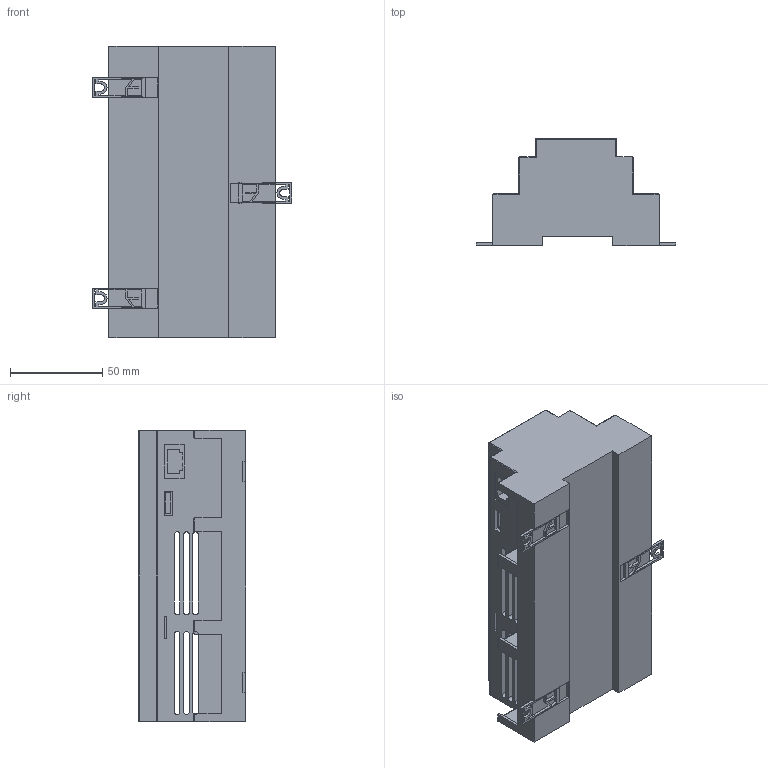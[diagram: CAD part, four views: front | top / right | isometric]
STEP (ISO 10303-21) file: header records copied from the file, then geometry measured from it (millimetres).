
FILE_DESCRIPTION(/* description */ (''),/* implementation_level */ '2;1');
FILE_NAME(/* name */ '84969_wecs_II_node.stp',/* time_stamp */ '2021-10-22T09:39:26+02:00',/* author */ ('guzb562'),/* organization */ (''),/* preprocessor_version */ 'ST-DEVELOPER v18.1',/* originating_system */ 'Autodesk Inventor 2022',/* authorisation */ '');
FILE_SCHEMA (('AUTOMOTIVE_DESIGN { 1 0 10303 214 3 1 1 }'));
Products named in the file (3): 84969 WECS III_Node_DMX_02; 84969_wecs_II_node; halter
Assembly tree (4 placements, depth 2):
  84969 WECS III_Node_DMX_02
    84969_wecs_II_node
    halter  x3
Bounding box: 108 x 58 x 158 mm (x, y, z)
Volume: 518789.5 mm3; surface area: 107099.9 mm2
Topology: 4 solids, 4 shells, 2429 faces, 6503 edges, 4311 vertices
Faces by surface type: plane 1604, bspline 681, cylinder 137, sphere 7
Full cylindrical faces by diameter (mm): 0.832 x12, 0.884 x4, 2.869 x1
Entity records: 80039 total; most frequent: CARTESIAN_POINT 25325, ORIENTED_EDGE 12536, DIRECTION 8470, EDGE_CURVE 6268, LINE 4684, VECTOR 4684, VERTEX_POINT 4157, EDGE_LOOP 2601
